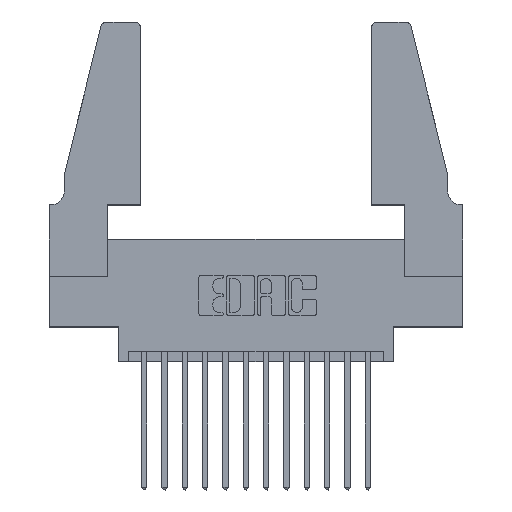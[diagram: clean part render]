
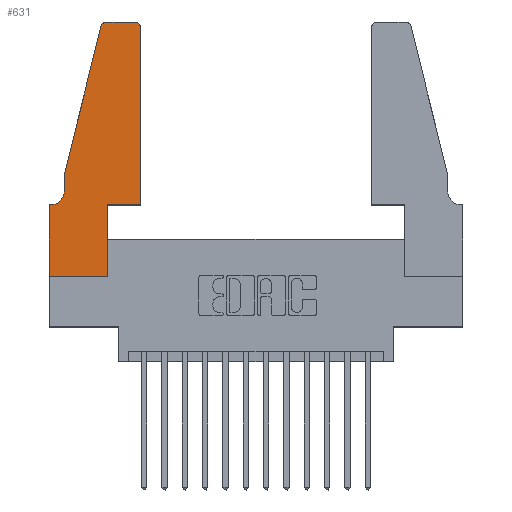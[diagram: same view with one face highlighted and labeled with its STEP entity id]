
A CAD part, top view. The second image highlights one B-rep face of the part: STEP entity #631.
In plain terms, the highlighted planar face has unit normal (0, 0, 1).
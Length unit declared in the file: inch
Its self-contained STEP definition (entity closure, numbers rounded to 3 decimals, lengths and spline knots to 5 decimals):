
#114 = DIRECTION ( 'NONE',  ( 1., 0., 0. ) ) ;
#398 = CARTESIAN_POINT ( 'NONE',  ( 0.4505, 0.35, 0.37 ) ) ;
#442 = EDGE_CURVE ( 'NONE', #5080, #7817, #11080, .T. ) ;
#555 = EDGE_CURVE ( 'NONE', #10108, #11474, #9934, .T. ) ;
#631 = ADVANCED_FACE ( 'NONE', ( #2684 ), #3146, .T. ) ;
#832 = EDGE_CURVE ( 'NONE', #14305, #9782, #9362, .T. ) ;
#1233 = DIRECTION ( 'NONE',  ( 0., 0., -1. ) ) ;
#1368 = CIRCLE ( 'NONE', #12205, 0.07 ) ;
#1394 = VECTOR ( 'NONE', #14341, 39.37008 ) ;
#2051 = LINE ( 'NONE', #398, #14584 ) ;
#2263 = EDGE_CURVE ( 'NONE', #2351, #10108, #2051, .T. ) ;
#2351 = VERTEX_POINT ( 'NONE', #9703 ) ;
#2599 = VECTOR ( 'NONE', #4083, 39.37008 ) ;
#2684 = FACE_OUTER_BOUND ( 'NONE', #6639, .T. ) ;
#2863 = LINE ( 'NONE', #11004, #8969 ) ;
#2917 = ORIENTED_EDGE ( 'NONE', *, *, #14969, .T. ) ;
#3115 = CARTESIAN_POINT ( 'NONE',  ( 0.284, 1.25, 0.37 ) ) ;
#3146 = PLANE ( 'NONE',  #13967 ) ;
#3179 = CARTESIAN_POINT ( 'NONE',  ( 0., 0.35, 0.37 ) ) ;
#3376 = CARTESIAN_POINT ( 'NONE',  ( 0., 0., 0.37 ) ) ;
#3546 = CARTESIAN_POINT ( 'NONE',  ( 0.2865, 0., 0.37 ) ) ;
#3916 = VECTOR ( 'NONE', #10633, 39.37008 ) ;
#3960 = ORIENTED_EDGE ( 'NONE', *, *, #9886, .T. ) ;
#4068 = VERTEX_POINT ( 'NONE', #5758 ) ;
#4083 = DIRECTION ( 'NONE',  ( -1., 0., 0. ) ) ;
#4249 = ORIENTED_EDGE ( 'NONE', *, *, #2263, .T. ) ;
#4284 = DIRECTION ( 'NONE',  ( 1., 0., 0. ) ) ;
#4480 = EDGE_CURVE ( 'NONE', #9782, #2351, #13212, .T. ) ;
#4954 = CARTESIAN_POINT ( 'NONE',  ( 0., 0., 0.37 ) ) ;
#5080 = VERTEX_POINT ( 'NONE', #8783 ) ;
#5083 = VERTEX_POINT ( 'NONE', #11211 ) ;
#5089 = EDGE_CURVE ( 'NONE', #11474, #13906, #12304, .T. ) ;
#5114 = DIRECTION ( 'NONE',  ( 0., 0., 1. ) ) ;
#5144 = EDGE_CURVE ( 'NONE', #13906, #15238, #5530, .T. ) ;
#5412 = CARTESIAN_POINT ( 'NONE',  ( 0.4505, 0.35, 0.37 ) ) ;
#5530 = LINE ( 'NONE', #12520, #2599 ) ;
#5569 = CARTESIAN_POINT ( 'NONE',  ( 0.0755, 0.5, 0.37 ) ) ;
#5670 = AXIS2_PLACEMENT_3D ( 'NONE', #12336, #5114, #13554 ) ;
#5758 = CARTESIAN_POINT ( 'NONE',  ( 0., 0.35, 0.37 ) ) ;
#6099 = DIRECTION ( 'NONE',  ( -0.239, -0.971, 0. ) ) ;
#6319 = ORIENTED_EDGE ( 'NONE', *, *, #8234, .T. ) ;
#6401 = CARTESIAN_POINT ( 'NONE',  ( 0.4205, 1.22, 0.37 ) ) ;
#6639 = EDGE_LOOP ( 'NONE', ( #15734, #2917, #14832, #3960, #11809, #14550, #6319, #15551, #6910, #4249, #14069, #10112 ) ) ;
#6742 = VECTOR ( 'NONE', #12028, 39.37008 ) ;
#6910 = ORIENTED_EDGE ( 'NONE', *, *, #4480, .T. ) ;
#7618 = DIRECTION ( 'NONE',  ( 1., 0., 0. ) ) ;
#7640 = CARTESIAN_POINT ( 'NONE',  ( 0.2865, 0.35, 0.37 ) ) ;
#7726 = EDGE_CURVE ( 'NONE', #11410, #5083, #1368, .T. ) ;
#7817 = VERTEX_POINT ( 'NONE', #13547 ) ;
#7872 = VECTOR ( 'NONE', #6099, 39.37008 ) ;
#7966 = CARTESIAN_POINT ( 'NONE',  ( 0., 0., 0.37 ) ) ;
#7996 = CARTESIAN_POINT ( 'NONE',  ( 0.4505, 1.22, 0.37 ) ) ;
#8066 = DIRECTION ( 'NONE',  ( 1., 0., 0. ) ) ;
#8234 = EDGE_CURVE ( 'NONE', #4068, #14305, #12797, .T. ) ;
#8584 = CARTESIAN_POINT ( 'NONE',  ( 0.0055, 0.42, 0.37 ) ) ;
#8783 = CARTESIAN_POINT ( 'NONE',  ( 0.25487, 1.22718, 0.37 ) ) ;
#8948 = AXIS2_PLACEMENT_3D ( 'NONE', #6401, #14816, #7618 ) ;
#8969 = VECTOR ( 'NONE', #9793, 39.37008 ) ;
#9362 = LINE ( 'NONE', #4954, #15368 ) ;
#9649 = DIRECTION ( 'NONE',  ( 0., 0., 1. ) ) ;
#9703 = CARTESIAN_POINT ( 'NONE',  ( 0.2865, 0.35, 0.37 ) ) ;
#9782 = VERTEX_POINT ( 'NONE', #3546 ) ;
#9793 = DIRECTION ( 'NONE',  ( 0., -1., 0. ) ) ;
#9810 = DIRECTION ( 'NONE',  ( -1., 0., 0. ) ) ;
#9886 = EDGE_CURVE ( 'NONE', #7817, #11410, #2863, .T. ) ;
#9934 = LINE ( 'NONE', #11823, #6742 ) ;
#9993 = VECTOR ( 'NONE', #10057, 39.37008 ) ;
#10057 = DIRECTION ( 'NONE',  ( 0., 1., 0. ) ) ;
#10108 = VERTEX_POINT ( 'NONE', #5412 ) ;
#10112 = ORIENTED_EDGE ( 'NONE', *, *, #5089, .T. ) ;
#10633 = DIRECTION ( 'NONE',  ( 0., -1., 0. ) ) ;
#11004 = CARTESIAN_POINT ( 'NONE',  ( 0.0755, 0.5, 0.37 ) ) ;
#11080 = LINE ( 'NONE', #5569, #7872 ) ;
#11148 = LINE ( 'NONE', #13136, #1394 ) ;
#11211 = CARTESIAN_POINT ( 'NONE',  ( 0.0055, 0.35, 0.37 ) ) ;
#11410 = VERTEX_POINT ( 'NONE', #15098 ) ;
#11474 = VERTEX_POINT ( 'NONE', #7996 ) ;
#11809 = ORIENTED_EDGE ( 'NONE', *, *, #7726, .T. ) ;
#11823 = CARTESIAN_POINT ( 'NONE',  ( 0.4505, 0.35, 0.37 ) ) ;
#12028 = DIRECTION ( 'NONE',  ( 0., 1., 0. ) ) ;
#12205 = AXIS2_PLACEMENT_3D ( 'NONE', #8584, #1233, #9810 ) ;
#12304 = CIRCLE ( 'NONE', #8948, 0.03 ) ;
#12336 = CARTESIAN_POINT ( 'NONE',  ( 0.284, 1.22, 0.37 ) ) ;
#12520 = CARTESIAN_POINT ( 'NONE',  ( 0.2605, 1.25, 0.37 ) ) ;
#12526 = CARTESIAN_POINT ( 'NONE',  ( 0.4205, 1.25, 0.37 ) ) ;
#12797 = LINE ( 'NONE', #3376, #3916 ) ;
#13136 = CARTESIAN_POINT ( 'NONE',  ( 0.0755, 0.35, 0.37 ) ) ;
#13212 = LINE ( 'NONE', #7640, #9993 ) ;
#13547 = CARTESIAN_POINT ( 'NONE',  ( 0.0755, 0.5, 0.37 ) ) ;
#13554 = DIRECTION ( 'NONE',  ( 1., 0., 0. ) ) ;
#13906 = VERTEX_POINT ( 'NONE', #12526 ) ;
#13967 = AXIS2_PLACEMENT_3D ( 'NONE', #3179, #9649, #8066 ) ;
#14069 = ORIENTED_EDGE ( 'NONE', *, *, #555, .T. ) ;
#14151 = CIRCLE ( 'NONE', #5670, 0.03 ) ;
#14305 = VERTEX_POINT ( 'NONE', #7966 ) ;
#14341 = DIRECTION ( 'NONE',  ( -1., 0., 0. ) ) ;
#14550 = ORIENTED_EDGE ( 'NONE', *, *, #14751, .T. ) ;
#14584 = VECTOR ( 'NONE', #114, 39.37008 ) ;
#14751 = EDGE_CURVE ( 'NONE', #5083, #4068, #11148, .T. ) ;
#14816 = DIRECTION ( 'NONE',  ( 0., 0., 1. ) ) ;
#14832 = ORIENTED_EDGE ( 'NONE', *, *, #442, .T. ) ;
#14969 = EDGE_CURVE ( 'NONE', #15238, #5080, #14151, .T. ) ;
#15098 = CARTESIAN_POINT ( 'NONE',  ( 0.0755, 0.42, 0.37 ) ) ;
#15238 = VERTEX_POINT ( 'NONE', #3115 ) ;
#15368 = VECTOR ( 'NONE', #4284, 39.37008 ) ;
#15551 = ORIENTED_EDGE ( 'NONE', *, *, #832, .T. ) ;
#15734 = ORIENTED_EDGE ( 'NONE', *, *, #5144, .T. ) ;
